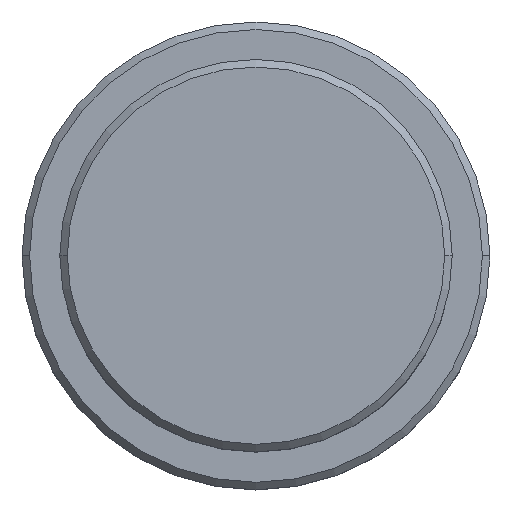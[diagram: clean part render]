
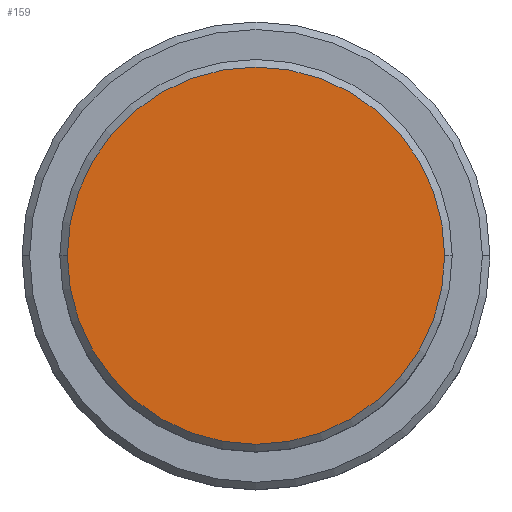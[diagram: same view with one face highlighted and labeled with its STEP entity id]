
A CAD part, top view. The second image highlights one B-rep face of the part: STEP entity #159.
In plain terms, the highlighted planar face has unit normal (0, 0, 1).
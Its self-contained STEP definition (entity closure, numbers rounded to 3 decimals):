
#31 = FACE_OUTER_BOUND ( 'NONE', #1183, .T. ) ;
#116 = DIRECTION ( 'NONE',  ( 0., 0., 1. ) ) ;
#159 = ADVANCED_FACE ( 'NONE', ( #31 ), #1117, .T. ) ;
#336 = DIRECTION ( 'NONE',  ( 0., 0., 1. ) ) ;
#416 = ORIENTED_EDGE ( 'NONE', *, *, #736, .T. ) ;
#464 = CARTESIAN_POINT ( 'NONE',  ( 0., 0., 0. ) ) ;
#472 = DIRECTION ( 'NONE',  ( 0., 0., 1. ) ) ;
#530 = CIRCLE ( 'NONE', #1175, 12.5 ) ;
#594 = VERTEX_POINT ( 'NONE', #1351 ) ;
#670 = DIRECTION ( 'NONE',  ( 1., 0., 0. ) ) ;
#677 = AXIS2_PLACEMENT_3D ( 'NONE', #464, #472, #670 ) ;
#695 = AXIS2_PLACEMENT_3D ( 'NONE', #910, #116, #902 ) ;
#736 = EDGE_CURVE ( 'NONE', #1202, #594, #1308, .T. ) ;
#820 = ORIENTED_EDGE ( 'NONE', *, *, #887, .T. ) ;
#887 = EDGE_CURVE ( 'NONE', #594, #1202, #530, .T. ) ;
#902 = DIRECTION ( 'NONE',  ( 1., 0., 0. ) ) ;
#910 = CARTESIAN_POINT ( 'NONE',  ( 0., 0., 0. ) ) ;
#1013 = DIRECTION ( 'NONE',  ( 1., 0., 0. ) ) ;
#1117 = PLANE ( 'NONE',  #677 ) ;
#1175 = AXIS2_PLACEMENT_3D ( 'NONE', #1355, #336, #1013 ) ;
#1183 = EDGE_LOOP ( 'NONE', ( #820, #416 ) ) ;
#1202 = VERTEX_POINT ( 'NONE', #1260 ) ;
#1260 = CARTESIAN_POINT ( 'NONE',  ( 12.5, 0., 0. ) ) ;
#1308 = CIRCLE ( 'NONE', #695, 12.5 ) ;
#1351 = CARTESIAN_POINT ( 'NONE',  ( -12.5, 0., 0. ) ) ;
#1355 = CARTESIAN_POINT ( 'NONE',  ( 0., 0., 0. ) ) ;
